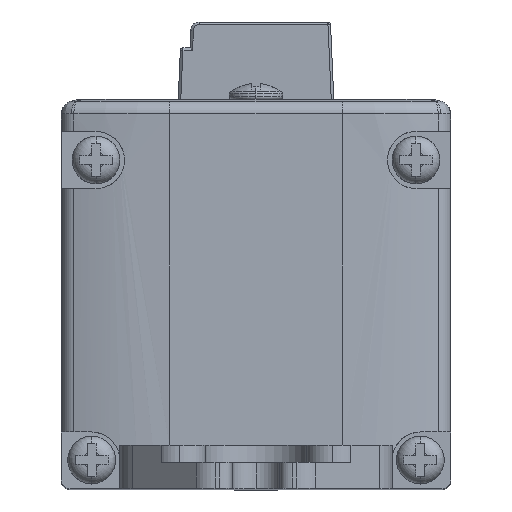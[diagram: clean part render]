
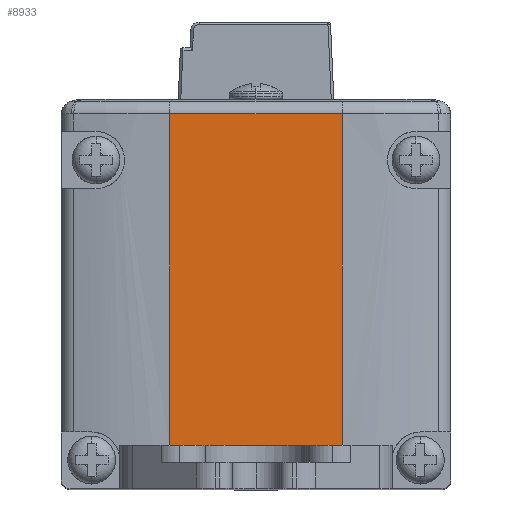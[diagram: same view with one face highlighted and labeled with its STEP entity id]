
A CAD part, top view. The second image highlights one B-rep face of the part: STEP entity #8933.
In plain terms, the highlighted planar face has unit normal (0, 0, 1).
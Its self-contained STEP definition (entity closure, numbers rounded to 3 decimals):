
#2632 = CARTESIAN_POINT ( 'NONE',  ( 10., 43.349, 38.5 ) ) ;
#2668 = CARTESIAN_POINT ( 'NONE',  ( 10., 5., 38.5 ) ) ;
#2676 = CARTESIAN_POINT ( 'NONE',  ( -10., 5., 38.5 ) ) ;
#6210 = CARTESIAN_POINT ( 'NONE',  ( -10., 43.349, 38.5 ) ) ;
#7986 = ORIENTED_EDGE ( 'NONE', *, *, #9076, .T. ) ;
#7992 = ORIENTED_EDGE ( 'NONE', *, *, #9074, .F. ) ;
#8016 = ORIENTED_EDGE ( 'NONE', *, *, #9073, .T. ) ;
#8032 = ORIENTED_EDGE ( 'NONE', *, *, #9089, .T. ) ;
#8933 = ADVANCED_FACE ( 'NONE', ( #14863 ), #14893, .T. ) ;
#9073 = EDGE_CURVE ( 'NONE', #10250, #10242, #11721, .T. ) ;
#9074 = EDGE_CURVE ( 'NONE', #10250, #13765, #11720, .T. ) ;
#9076 = EDGE_CURVE ( 'NONE', #10242, #10206, #11725, .T. ) ;
#9089 = EDGE_CURVE ( 'NONE', #10206, #13765, #11773, .T. ) ;
#10206 = VERTEX_POINT ( 'NONE', #2632 ) ;
#10242 = VERTEX_POINT ( 'NONE', #2668 ) ;
#10250 = VERTEX_POINT ( 'NONE', #2676 ) ;
#11714 = CARTESIAN_POINT ( 'NONE',  ( 10., 0., 38.5 ) ) ;
#11719 = CARTESIAN_POINT ( 'NONE',  ( 22.5, 5., 38.5 ) ) ;
#11720 = LINE ( 'NONE', #11727, #15504 ) ;
#11721 = LINE ( 'NONE', #11719, #15513 ) ;
#11725 = LINE ( 'NONE', #11714, #15519 ) ;
#11726 = DIRECTION ( 'NONE',  ( 1., 0., 0. ) ) ;
#11727 = CARTESIAN_POINT ( 'NONE',  ( -10., 0., 38.5 ) ) ;
#11728 = DIRECTION ( 'NONE',  ( 0., 1., 0. ) ) ;
#11733 = DIRECTION ( 'NONE',  ( 0., 1., 0. ) ) ;
#11773 = LINE ( 'NONE', #11774, #15536 ) ;
#11774 = CARTESIAN_POINT ( 'NONE',  ( 22.5, 43.349, 38.5 ) ) ;
#11782 = DIRECTION ( 'NONE',  ( -1., 0., 0. ) ) ;
#13765 = VERTEX_POINT ( 'NONE', #6210 ) ;
#14029 = EDGE_LOOP ( 'NONE', ( #7992, #8016, #7986, #8032 ) ) ;
#14862 = CARTESIAN_POINT ( 'NONE',  ( 22.5, 45., 38.5 ) ) ;
#14863 = FACE_OUTER_BOUND ( 'NONE', #14029, .T. ) ;
#14893 = PLANE ( 'NONE',  #15624 ) ;
#14896 = DIRECTION ( 'NONE',  ( 0., 0., 1. ) ) ;
#14897 = DIRECTION ( 'NONE',  ( 1., 0., 0. ) ) ;
#15504 = VECTOR ( 'NONE', #11728, 1000. ) ;
#15513 = VECTOR ( 'NONE', #11726, 1000. ) ;
#15519 = VECTOR ( 'NONE', #11733, 1000. ) ;
#15536 = VECTOR ( 'NONE', #11782, 1000. ) ;
#15624 = AXIS2_PLACEMENT_3D ( 'NONE', #14862, #14896, #14897 ) ;
